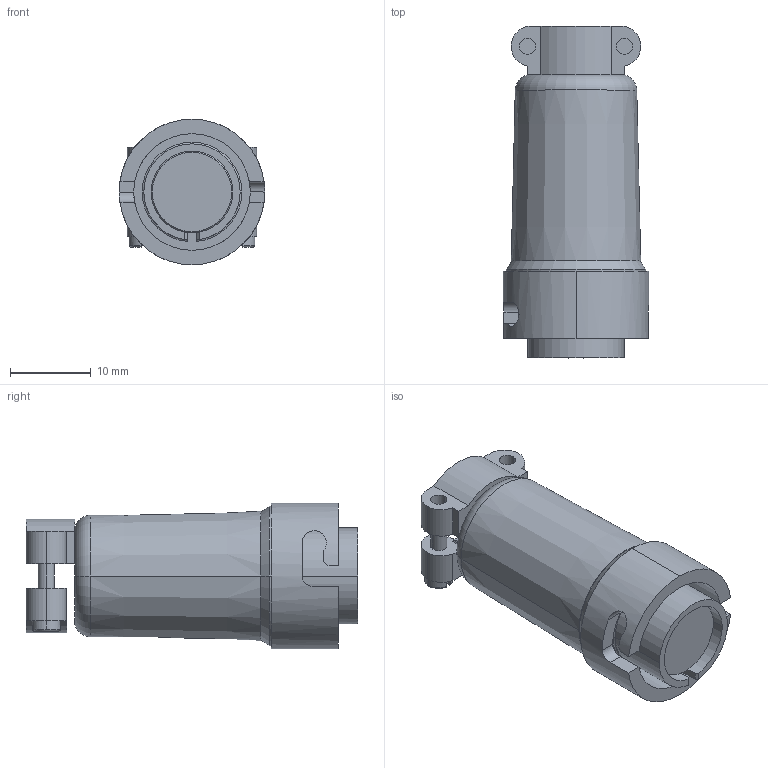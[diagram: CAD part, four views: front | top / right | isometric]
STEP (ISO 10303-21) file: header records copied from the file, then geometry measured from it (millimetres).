
FILE_DESCRIPTION(('CoCreate Modeling STEP Export'),'2;1');
FILE_NAME('RM12BPE-7S.stp','2010-05-17T11:47:01',(''),(''),'CoCreate Modeling STEP processor for AP214 (Solid Model)','CoCreate Modeling 16.00B 02-Dec-2008 (C) Parametric Technology GmbH','');
FILE_SCHEMA(('AUTOMOTIVE_DESIGN { 1 0 10303 214 1 1 1 1 }'));
Length unit declared in the file: millimetre
Products named in the file (1): RM12BPE-7S
Bounding box: 18 x 41 x 18 mm (x, y, z)
Volume: 7012.1 mm3; surface area: 3930.2 mm2
Topology: 1 solids, 1 shells, 139 faces, 374 edges, 244 vertices
Faces by surface type: plane 64, cylinder 54, cone 12, torus 9
Entity records: 5775 total; most frequent: CARTESIAN_POINT 2546, ORIENTED_EDGE 748, DIRECTION 579, EDGE_CURVE 374, VERTEX_POINT 244, AXIS2_PLACEMENT_3D 204, VECTOR 171, LINE 171
